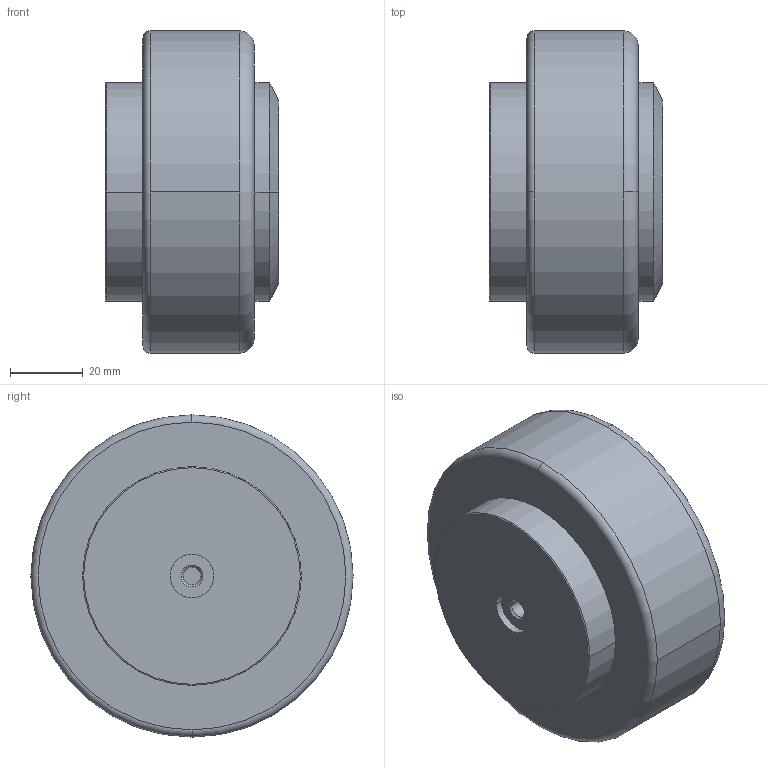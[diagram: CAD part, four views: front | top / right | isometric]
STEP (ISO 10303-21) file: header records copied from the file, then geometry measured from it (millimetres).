
FILE_DESCRIPTION(('STEP AP203'),'1');
FILE_NAME('4_076_inox_200_015_040.stp','2014-08-06T06:32:49',('TraceParts'),('TraceParts S.A.'),'XStep 1.0',' ',' ');
FILE_SCHEMA(('CONFIG_CONTROL_DESIGN'));
Length unit declared in the file: millimetre
Products named in the file (1): 1
Bounding box: 47.5 x 88.4 x 88.4 mm (x, y, z)
Volume: 232488.4 mm3; surface area: 23411.1 mm2
Topology: 1 solids, 1 shells, 61 faces, 143 edges, 95 vertices
Faces by surface type: plane 25, cylinder 20, torus 10, cone 6
Entity records: 1834 total; most frequent: DIRECTION 348, CARTESIAN_POINT 300, ORIENTED_EDGE 286, AXIS2_PLACEMENT_3D 143, EDGE_CURVE 143, VERTEX_POINT 95, CIRCLE 81, EDGE_LOOP 72
